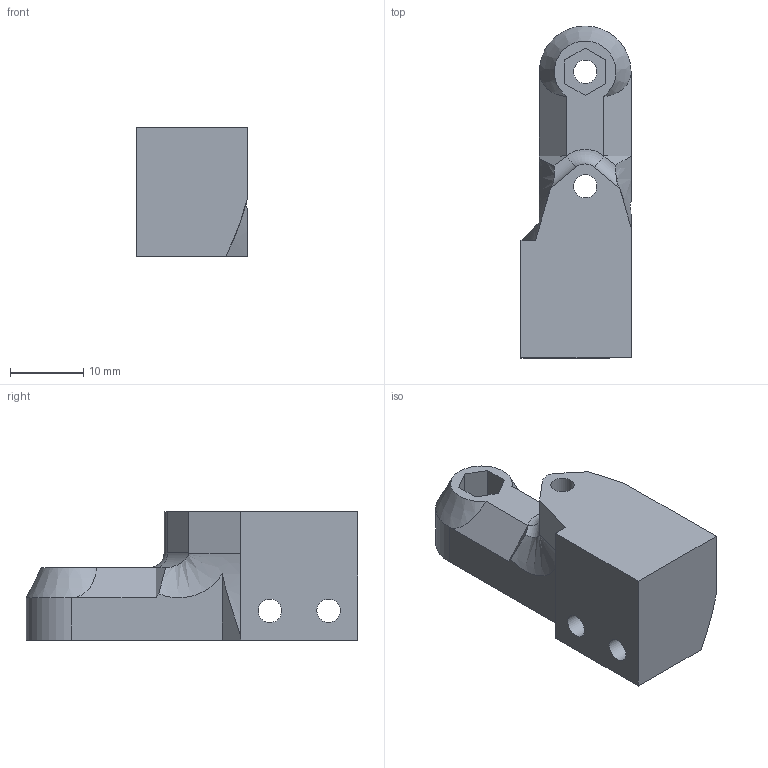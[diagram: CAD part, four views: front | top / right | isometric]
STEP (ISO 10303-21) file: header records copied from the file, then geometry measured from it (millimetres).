
FILE_DESCRIPTION(/* description */ (''),/* implementation_level */ '2;1');
FILE_NAME(/* name */ '08-14-01 Lower steering knuckle left.step',/* time_stamp */ '2024-08-04T09:53:04+02:00',/* author */ (''),/* organization */ (''),/* preprocessor_version */ 'ST-DEVELOPER v20',/* originating_system */ 'Autodesk Translation Framework v13.14.0.145',/* authorisation */ '');
FILE_SCHEMA (('AUTOMOTIVE_DESIGN { 1 0 10303 214 3 1 1 }'));
Length unit declared in the file: millimetre
Products named in the file (1): 08-14-01 Lower steering knuckle left
Bounding box: 15 x 45.25 x 17.5 mm (x, y, z)
Volume: 7101.7 mm3; surface area: 3348.4 mm2
Topology: 1 solids, 1 shells, 48 faces, 124 edges, 81 vertices
Faces by surface type: plane 27, cylinder 13, cone 4, bspline 3, torus 1
Full cylindrical faces by diameter (mm): 3.2 x4, 6 x2, 6.5 x2
Entity records: 1740 total; most frequent: CARTESIAN_POINT 535, ORIENTED_EDGE 248, DIRECTION 225, EDGE_CURVE 124, VERTEX_POINT 81, AXIS2_PLACEMENT_3D 78, LINE 69, VECTOR 69
